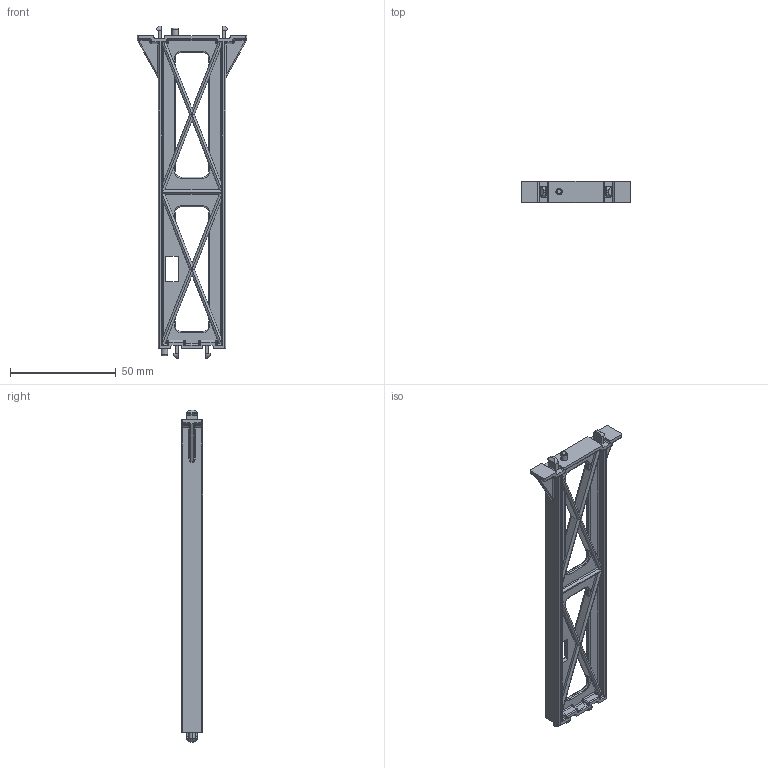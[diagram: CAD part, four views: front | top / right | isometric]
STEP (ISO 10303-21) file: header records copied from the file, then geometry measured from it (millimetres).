
FILE_DESCRIPTION (( 'STEP AP203' ), '1' );
FILE_NAME ('10-00803-001c.step', '2014-05-12T20:54:19', ( 'Nicholas Morozovsky' ), ( '' ), 'SwSTEP 2.0', 'SolidWorks 2012', '' );
FILE_SCHEMA (( 'CONFIG_CONTROL_DESIGN' ));
Length unit declared in the file: millimetre
Products named in the file (1): 10-00803-001c
Bounding box: 52 x 10 x 157 mm (x, y, z)
Volume: 15400.4 mm3; surface area: 16425.5 mm2
Topology: 1 solids, 1 shells, 533 faces, 1351 edges, 758 vertices
Faces by surface type: cylinder 256, plane 165, torus 44, sphere 40, bspline 28
Entity records: 16086 total; most frequent: CARTESIAN_POINT 4035, ORIENTED_EDGE 2590, DIRECTION 2495, EDGE_CURVE 1295, AXIS2_PLACEMENT_3D 898, VERTEX_POINT 758, LINE 699, VECTOR 699
